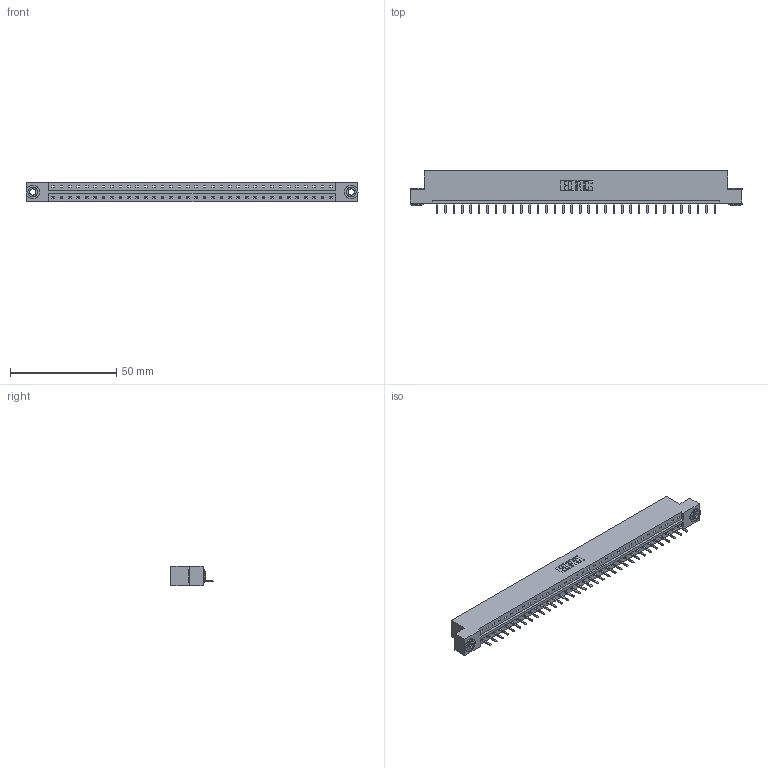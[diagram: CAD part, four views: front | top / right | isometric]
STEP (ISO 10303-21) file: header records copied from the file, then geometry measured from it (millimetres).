
FILE_DESCRIPTION (( 'STEP AP203' ), '1' );
FILE_NAME ('833-034-520-103.STEP', '2020-06-02T21:11:44', ( '' ), ( '' ), 'SwSTEP 2.0', 'SolidWorks 2020', '' );
FILE_SCHEMA (( 'CONFIG_CONTROL_DESIGN' ));
Length unit declared in the file: inch
Products named in the file (4): 345-292-001_345-293-120; 833-034-520-103; 345-250-002_345-250-002-102; 833 Part_Flush - .156 Dia - TH
Assembly tree (37 placements, depth 2):
  833-034-520-103
    833 Part_Flush - .156 Dia - TH
    345-292-001_345-293-120  x34
    345-250-002_345-250-002-102  x2
Bounding box: 156.26 x 20.02 x 9.4 mm (x, y, z)
Volume: 15577 mm3; surface area: 16686.2 mm2
Topology: 37 solids, 37 shells, 2260 faces, 6643 edges, 4334 vertices
Faces by surface type: plane 1576, cylinder 676, cone 8
Entity records: 22584 total; most frequent: CARTESIAN_POINT 3887, ORIENTED_EDGE 3838, DIRECTION 3317, EDGE_CURVE 1919, VECTOR 1763, LINE 1763, VERTEX_POINT 1274, AXIS2_PLACEMENT_3D 777
